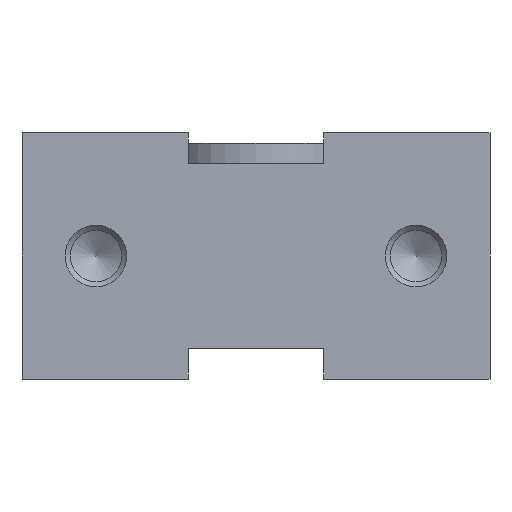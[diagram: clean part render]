
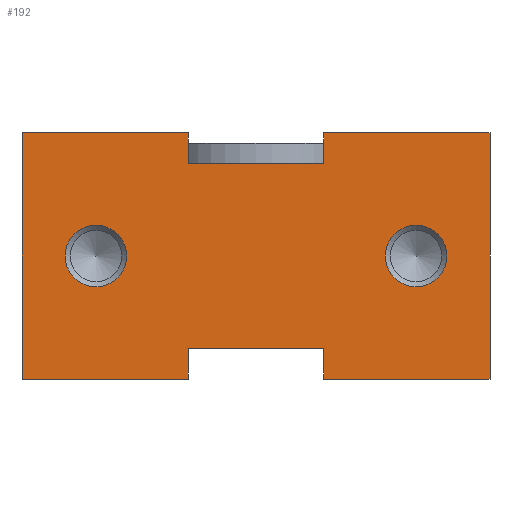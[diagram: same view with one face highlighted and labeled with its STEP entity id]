
A CAD part, front view. The second image highlights one B-rep face of the part: STEP entity #192.
In plain terms, the highlighted planar face has unit normal (0, -1, 0).
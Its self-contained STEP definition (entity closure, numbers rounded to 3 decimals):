
#192 = ADVANCED_FACE( '', ( #443, #444, #445 ), #446, .F. );
#443 = FACE_BOUND( '', #763, .T. );
#444 = FACE_BOUND( '', #764, .T. );
#445 = FACE_OUTER_BOUND( '', #765, .T. );
#446 = PLANE( '', #766 );
#763 = EDGE_LOOP( '', ( #1179 ) );
#764 = EDGE_LOOP( '', ( #1180 ) );
#765 = EDGE_LOOP( '', ( #1181, #1182, #1183, #1184, #1185, #1186, #1187, #1188, #1189, #1190, #1191, #1192 ) );
#766 = AXIS2_PLACEMENT_3D( '', #1193, #1194, #1195 );
#1179 = ORIENTED_EDGE( '', *, *, #1723, .T. );
#1180 = ORIENTED_EDGE( '', *, *, #1786, .T. );
#1181 = ORIENTED_EDGE( '', *, *, #1787, .F. );
#1182 = ORIENTED_EDGE( '', *, *, #1788, .F. );
#1183 = ORIENTED_EDGE( '', *, *, #1789, .F. );
#1184 = ORIENTED_EDGE( '', *, *, #1790, .F. );
#1185 = ORIENTED_EDGE( '', *, *, #1791, .F. );
#1186 = ORIENTED_EDGE( '', *, *, #1792, .F. );
#1187 = ORIENTED_EDGE( '', *, *, #1762, .F. );
#1188 = ORIENTED_EDGE( '', *, *, #1793, .F. );
#1189 = ORIENTED_EDGE( '', *, *, #1794, .F. );
#1190 = ORIENTED_EDGE( '', *, *, #1795, .F. );
#1191 = ORIENTED_EDGE( '', *, *, #1727, .F. );
#1192 = ORIENTED_EDGE( '', *, *, #1796, .F. );
#1193 = CARTESIAN_POINT( '', ( 0., -30.2, 0. ) );
#1194 = DIRECTION( '', ( 0., 1., 0. ) );
#1195 = DIRECTION( '', ( 0., 0., 1. ) );
#1723 = EDGE_CURVE( '', #2019, #2019, #2020, .T. );
#1727 = EDGE_CURVE( '', #2025, #2027, #2028, .T. );
#1762 = EDGE_CURVE( '', #2079, #2080, #2081, .T. );
#1786 = EDGE_CURVE( '', #2116, #2116, #2117, .T. );
#1787 = EDGE_CURVE( '', #2118, #2119, #2120, .T. );
#1788 = EDGE_CURVE( '', #2121, #2118, #2122, .T. );
#1789 = EDGE_CURVE( '', #2123, #2121, #2124, .T. );
#1790 = EDGE_CURVE( '', #2125, #2123, #2126, .T. );
#1791 = EDGE_CURVE( '', #2127, #2125, #2128, .T. );
#1792 = EDGE_CURVE( '', #2080, #2127, #2129, .T. );
#1793 = EDGE_CURVE( '', #2130, #2079, #2131, .T. );
#1794 = EDGE_CURVE( '', #2132, #2130, #2133, .T. );
#1795 = EDGE_CURVE( '', #2027, #2132, #2134, .T. );
#1796 = EDGE_CURVE( '', #2119, #2025, #2135, .T. );
#2019 = VERTEX_POINT( '', #2650 );
#2020 = CIRCLE( '', #2651, 5. );
#2025 = VERTEX_POINT( '', #2657 );
#2027 = VERTEX_POINT( '', #2660 );
#2028 = LINE( '', #2661, #2662 );
#2079 = VERTEX_POINT( '', #2776 );
#2080 = VERTEX_POINT( '', #2777 );
#2081 = LINE( '', #2778, #2779 );
#2116 = VERTEX_POINT( '', #2839 );
#2117 = CIRCLE( '', #2840, 5. );
#2118 = VERTEX_POINT( '', #2841 );
#2119 = VERTEX_POINT( '', #2842 );
#2120 = LINE( '', #2843, #2844 );
#2121 = VERTEX_POINT( '', #2845 );
#2122 = LINE( '', #2846, #2847 );
#2123 = VERTEX_POINT( '', #2848 );
#2124 = LINE( '', #2849, #2850 );
#2125 = VERTEX_POINT( '', #2851 );
#2126 = LINE( '', #2852, #2853 );
#2127 = VERTEX_POINT( '', #2854 );
#2128 = LINE( '', #2855, #2856 );
#2129 = LINE( '', #2857, #2858 );
#2130 = VERTEX_POINT( '', #2859 );
#2131 = LINE( '', #2860, #2861 );
#2132 = VERTEX_POINT( '', #2862 );
#2133 = LINE( '', #2863, #2864 );
#2134 = LINE( '', #2865, #2866 );
#2135 = LINE( '', #2867, #2868 );
#2650 = CARTESIAN_POINT( '', ( 26., -30.2, 5. ) );
#2651 = AXIS2_PLACEMENT_3D( '', #3289, #3290, #3291 );
#2657 = CARTESIAN_POINT( '', ( -11., -30.2, 20. ) );
#2660 = CARTESIAN_POINT( '', ( -11., -30.2, 15. ) );
#2661 = CARTESIAN_POINT( '', ( -11., -30.2, 20. ) );
#2662 = VECTOR( '', #3294, 1000. );
#2776 = CARTESIAN_POINT( '', ( 38., -30.2, 20. ) );
#2777 = CARTESIAN_POINT( '', ( 38., -30.2, -20. ) );
#2778 = CARTESIAN_POINT( '', ( 38., -30.2, 20. ) );
#2779 = VECTOR( '', #3328, 1000. );
#2839 = CARTESIAN_POINT( '', ( -26., -30.2, 5. ) );
#2840 = AXIS2_PLACEMENT_3D( '', #3347, #3348, #3349 );
#2841 = CARTESIAN_POINT( '', ( -38., -30.2, -20. ) );
#2842 = CARTESIAN_POINT( '', ( -38., -30.2, 20. ) );
#2843 = CARTESIAN_POINT( '', ( -38., -30.2, -20. ) );
#2844 = VECTOR( '', #3350, 1000. );
#2845 = CARTESIAN_POINT( '', ( -11., -30.2, -20. ) );
#2846 = CARTESIAN_POINT( '', ( -11., -30.2, -20. ) );
#2847 = VECTOR( '', #3351, 1000. );
#2848 = CARTESIAN_POINT( '', ( -11., -30.2, -15. ) );
#2849 = CARTESIAN_POINT( '', ( -11., -30.2, -15. ) );
#2850 = VECTOR( '', #3352, 1000. );
#2851 = CARTESIAN_POINT( '', ( 11., -30.2, -15. ) );
#2852 = CARTESIAN_POINT( '', ( 11., -30.2, -15. ) );
#2853 = VECTOR( '', #3353, 1000. );
#2854 = CARTESIAN_POINT( '', ( 11., -30.2, -20. ) );
#2855 = CARTESIAN_POINT( '', ( 11., -30.2, -20. ) );
#2856 = VECTOR( '', #3354, 1000. );
#2857 = CARTESIAN_POINT( '', ( 38., -30.2, -20. ) );
#2858 = VECTOR( '', #3355, 1000. );
#2859 = CARTESIAN_POINT( '', ( 11., -30.2, 20. ) );
#2860 = CARTESIAN_POINT( '', ( 11., -30.2, 20. ) );
#2861 = VECTOR( '', #3356, 1000. );
#2862 = CARTESIAN_POINT( '', ( 11., -30.2, 15. ) );
#2863 = CARTESIAN_POINT( '', ( 11., -30.2, 15. ) );
#2864 = VECTOR( '', #3357, 1000. );
#2865 = CARTESIAN_POINT( '', ( -11., -30.2, 15. ) );
#2866 = VECTOR( '', #3358, 1000. );
#2867 = CARTESIAN_POINT( '', ( -38., -30.2, 20. ) );
#2868 = VECTOR( '', #3359, 1000. );
#3289 = CARTESIAN_POINT( '', ( 26., -30.2, 0. ) );
#3290 = DIRECTION( '', ( 0., 1., 0. ) );
#3291 = DIRECTION( '', ( 0., 0., 1. ) );
#3294 = DIRECTION( '', ( 0., 0., -1. ) );
#3328 = DIRECTION( '', ( 0., 0., -1. ) );
#3347 = CARTESIAN_POINT( '', ( -26., -30.2, 0. ) );
#3348 = DIRECTION( '', ( 0., 1., 0. ) );
#3349 = DIRECTION( '', ( 0., 0., 1. ) );
#3350 = DIRECTION( '', ( 0., 0., 1. ) );
#3351 = DIRECTION( '', ( -1., 0., 0. ) );
#3352 = DIRECTION( '', ( 0., 0., -1. ) );
#3353 = DIRECTION( '', ( -1., 0., 0. ) );
#3354 = DIRECTION( '', ( 0., 0., 1. ) );
#3355 = DIRECTION( '', ( -1., 0., 0. ) );
#3356 = DIRECTION( '', ( 1., 0., 0. ) );
#3357 = DIRECTION( '', ( 0., 0., 1. ) );
#3358 = DIRECTION( '', ( 1., 0., 0. ) );
#3359 = DIRECTION( '', ( 1., 0., 0. ) );
